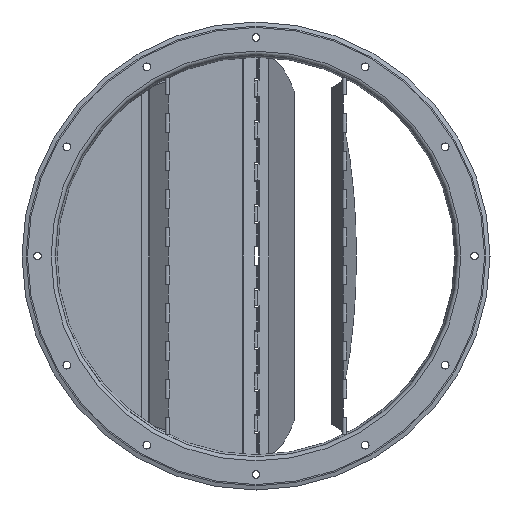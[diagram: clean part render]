
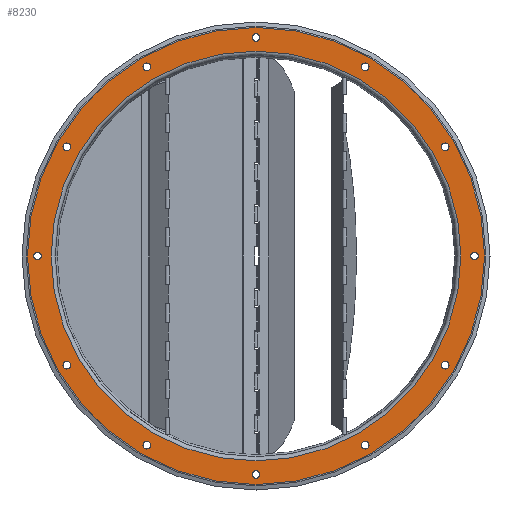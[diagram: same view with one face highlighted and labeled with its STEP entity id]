
A CAD part, front view. The second image highlights one B-rep face of the part: STEP entity #8230.
In plain terms, the highlighted planar face has unit normal (0, -1, 0).
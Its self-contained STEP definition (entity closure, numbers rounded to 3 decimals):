
#27 = CARTESIAN_POINT ( 'NONE',  ( 0., -2.736, -30.5 ) ) ;
#38 = EDGE_CURVE ( 'NONE', #5982, #5982, #7441, .T. ) ;
#60 = EDGE_CURVE ( 'NONE', #3882, #3882, #8140, .T. ) ;
#122 = VERTEX_POINT ( 'NONE', #1761 ) ;
#311 = CARTESIAN_POINT ( 'NONE',  ( -339., -2.736, -369.5 ) ) ;
#345 = DIRECTION ( 'NONE',  ( 0., 0., -1. ) ) ;
#415 = FACE_BOUND ( 'NONE', #1432, .T. ) ;
#495 = DIRECTION ( 'NONE',  ( 0., 1., 0. ) ) ;
#553 = DIRECTION ( 'NONE',  ( 0., 1., 0. ) ) ;
#576 = CARTESIAN_POINT ( 'NONE',  ( 298.779, -2.736, -197. ) ) ;
#793 = VERTEX_POINT ( 'NONE', #10787 ) ;
#805 = EDGE_CURVE ( 'NONE', #6824, #6824, #11479, .T. ) ;
#812 = CARTESIAN_POINT ( 'NONE',  ( -293.583, -2.736, -539. ) ) ;
#849 = CARTESIAN_POINT ( 'NONE',  ( -298.779, -2.736, -542. ) ) ;
#871 = AXIS2_PLACEMENT_3D ( 'NONE', #2002, #7194, #4523 ) ;
#1102 = DIRECTION ( 'NONE',  ( 0.866, 0., -0.5 ) ) ;
#1357 = VERTEX_POINT ( 'NONE', #311 ) ;
#1394 = DIRECTION ( 'NONE',  ( -0.866, 0., -0.5 ) ) ;
#1417 = EDGE_CURVE ( 'NONE', #8522, #8522, #3359, .T. ) ;
#1432 = EDGE_LOOP ( 'NONE', ( #6950 ) ) ;
#1549 = CIRCLE ( 'NONE', #5140, 360.924 ) ;
#1578 = ORIENTED_EDGE ( 'NONE', *, *, #6995, .T. ) ;
#1619 = CARTESIAN_POINT ( 'NONE',  ( 293.583, -2.736, -539. ) ) ;
#1761 = CARTESIAN_POINT ( 'NONE',  ( 0., -2.736, -708.5 ) ) ;
#1907 = EDGE_LOOP ( 'NONE', ( #2230 ) ) ;
#1919 = CARTESIAN_POINT ( 'NONE',  ( 0., -2.736, -24.5 ) ) ;
#2002 = CARTESIAN_POINT ( 'NONE',  ( 345., -2.736, -369.5 ) ) ;
#2054 = AXIS2_PLACEMENT_3D ( 'NONE', #2164, #7510, #345 ) ;
#2164 = CARTESIAN_POINT ( 'NONE',  ( 0., -2.736, -369.5 ) ) ;
#2230 = ORIENTED_EDGE ( 'NONE', *, *, #8371, .T. ) ;
#2237 = DIRECTION ( 'NONE',  ( 0., 1., 0. ) ) ;
#2282 = ORIENTED_EDGE ( 'NONE', *, *, #4979, .T. ) ;
#2515 = CARTESIAN_POINT ( 'NONE',  ( -293.583, -2.736, -200. ) ) ;
#2616 = FACE_BOUND ( 'NONE', #3947, .T. ) ;
#2658 = DIRECTION ( 'NONE',  ( 0., 1., 0. ) ) ;
#2693 = AXIS2_PLACEMENT_3D ( 'NONE', #5866, #2237, #11055 ) ;
#2706 = CARTESIAN_POINT ( 'NONE',  ( 339., -2.736, -369.5 ) ) ;
#2784 = DIRECTION ( 'NONE',  ( 0., 1., 0. ) ) ;
#2820 = CARTESIAN_POINT ( 'NONE',  ( 0., -2.736, -730.424 ) ) ;
#2866 = VERTEX_POINT ( 'NONE', #2706 ) ;
#2902 = FACE_BOUND ( 'NONE', #5455, .T. ) ;
#2974 = CARTESIAN_POINT ( 'NONE',  ( 0., -2.736, -8.576 ) ) ;
#3038 = CIRCLE ( 'NONE', #4434, 6. ) ;
#3096 = DIRECTION ( 'NONE',  ( 0., 1., 0. ) ) ;
#3198 = ORIENTED_EDGE ( 'NONE', *, *, #11418, .T. ) ;
#3331 = FACE_BOUND ( 'NONE', #9986, .T. ) ;
#3359 = CIRCLE ( 'NONE', #9633, 6. ) ;
#3628 = DIRECTION ( 'NONE',  ( 0.5, 0., -0.866 ) ) ;
#3882 = VERTEX_POINT ( 'NONE', #6175 ) ;
#3932 = DIRECTION ( 'NONE',  ( -0.866, 0., 0.5 ) ) ;
#3947 = EDGE_LOOP ( 'NONE', ( #4810 ) ) ;
#4020 = EDGE_LOOP ( 'NONE', ( #1578 ) ) ;
#4039 = CIRCLE ( 'NONE', #5876, 6. ) ;
#4434 = AXIS2_PLACEMENT_3D ( 'NONE', #576, #495, #1394 ) ;
#4444 = DIRECTION ( 'NONE',  ( 0., 1., 0. ) ) ;
#4456 = CARTESIAN_POINT ( 'NONE',  ( 293.583, -2.736, -200. ) ) ;
#4488 = CARTESIAN_POINT ( 'NONE',  ( 169.5, -2.736, -75.917 ) ) ;
#4523 = DIRECTION ( 'NONE',  ( -1., 0., 0. ) ) ;
#4603 = AXIS2_PLACEMENT_3D ( 'NONE', #9954, #9254, #3932 ) ;
#4739 = ORIENTED_EDGE ( 'NONE', *, *, #6437, .T. ) ;
#4767 = ORIENTED_EDGE ( 'NONE', *, *, #8120, .T. ) ;
#4810 = ORIENTED_EDGE ( 'NONE', *, *, #6159, .T. ) ;
#4844 = DIRECTION ( 'NONE',  ( 0., 0., -1. ) ) ;
#4859 = FACE_BOUND ( 'NONE', #10427, .T. ) ;
#4926 = DIRECTION ( 'NONE',  ( 0., -1., 0. ) ) ;
#4979 = EDGE_CURVE ( 'NONE', #5124, #5124, #5935, .T. ) ;
#5124 = VERTEX_POINT ( 'NONE', #27 ) ;
#5140 = AXIS2_PLACEMENT_3D ( 'NONE', #8424, #4926, #4844 ) ;
#5227 = VERTEX_POINT ( 'NONE', #8884 ) ;
#5256 = FACE_BOUND ( 'NONE', #9268, .T. ) ;
#5455 = EDGE_LOOP ( 'NONE', ( #10378 ) ) ;
#5534 = CIRCLE ( 'NONE', #9453, 6. ) ;
#5556 = CIRCLE ( 'NONE', #7644, 6. ) ;
#5614 = AXIS2_PLACEMENT_3D ( 'NONE', #7728, #7764, #6896 ) ;
#5866 = CARTESIAN_POINT ( 'NONE',  ( 0., -2.736, -714.5 ) ) ;
#5876 = AXIS2_PLACEMENT_3D ( 'NONE', #7959, #6151, #10719 ) ;
#5935 = CIRCLE ( 'NONE', #9369, 6. ) ;
#5982 = VERTEX_POINT ( 'NONE', #812 ) ;
#6025 = ORIENTED_EDGE ( 'NONE', *, *, #10287, .T. ) ;
#6151 = DIRECTION ( 'NONE',  ( 0., 1., 0. ) ) ;
#6159 = EDGE_CURVE ( 'NONE', #8082, #8082, #5534, .T. ) ;
#6175 = CARTESIAN_POINT ( 'NONE',  ( -169.5, -2.736, -663.083 ) ) ;
#6289 = CARTESIAN_POINT ( 'NONE',  ( -172.5, -2.736, -70.721 ) ) ;
#6315 = DIRECTION ( 'NONE',  ( 0., 1., 0. ) ) ;
#6400 = FACE_BOUND ( 'NONE', #4020, .T. ) ;
#6437 = EDGE_CURVE ( 'NONE', #122, #122, #6585, .T. ) ;
#6499 = DIRECTION ( 'NONE',  ( 0., 0., 1. ) ) ;
#6585 = CIRCLE ( 'NONE', #2693, 6. ) ;
#6821 = DIRECTION ( 'NONE',  ( 1., 0., 0. ) ) ;
#6824 = VERTEX_POINT ( 'NONE', #1619 ) ;
#6887 = ORIENTED_EDGE ( 'NONE', *, *, #805, .T. ) ;
#6896 = DIRECTION ( 'NONE',  ( -0.5, 0., 0.866 ) ) ;
#6950 = ORIENTED_EDGE ( 'NONE', *, *, #7768, .T. ) ;
#6995 = EDGE_CURVE ( 'NONE', #5227, #5227, #8809, .T. ) ;
#6996 = DIRECTION ( 'NONE',  ( 0.5, 0., 0.866 ) ) ;
#7055 = VERTEX_POINT ( 'NONE', #2820 ) ;
#7194 = DIRECTION ( 'NONE',  ( 0., 1., 0. ) ) ;
#7274 = ORIENTED_EDGE ( 'NONE', *, *, #8150, .F. ) ;
#7357 = EDGE_LOOP ( 'NONE', ( #3198 ) ) ;
#7381 = FACE_BOUND ( 'NONE', #7357, .T. ) ;
#7441 = CIRCLE ( 'NONE', #7788, 6. ) ;
#7510 = DIRECTION ( 'NONE',  ( 0., -1., 0. ) ) ;
#7644 = AXIS2_PLACEMENT_3D ( 'NONE', #9557, #553, #6821 ) ;
#7728 = CARTESIAN_POINT ( 'NONE',  ( 172.5, -2.736, -668.279 ) ) ;
#7764 = DIRECTION ( 'NONE',  ( 0., 1., 0. ) ) ;
#7768 = EDGE_CURVE ( 'NONE', #10146, #10146, #4039, .T. ) ;
#7788 = AXIS2_PLACEMENT_3D ( 'NONE', #849, #2658, #8022 ) ;
#7959 = CARTESIAN_POINT ( 'NONE',  ( 172.5, -2.736, -70.721 ) ) ;
#8022 = DIRECTION ( 'NONE',  ( 0.866, 0., 0.5 ) ) ;
#8025 = EDGE_LOOP ( 'NONE', ( #10969 ) ) ;
#8082 = VERTEX_POINT ( 'NONE', #8958 ) ;
#8098 = ORIENTED_EDGE ( 'NONE', *, *, #60, .T. ) ;
#8120 = EDGE_CURVE ( 'NONE', #2866, #2866, #8223, .T. ) ;
#8135 = EDGE_LOOP ( 'NONE', ( #4767 ) ) ;
#8140 = CIRCLE ( 'NONE', #8396, 6. ) ;
#8150 = EDGE_CURVE ( 'NONE', #793, #793, #11156, .T. ) ;
#8223 = CIRCLE ( 'NONE', #871, 6. ) ;
#8230 = ADVANCED_FACE ( 'NONE', ( #5256, #2902, #7381, #10871, #2616, #3331, #415, #9348, #9617, #10726, #6400, #4859, #10190, #8375 ), #9191, .F. ) ;
#8371 = EDGE_CURVE ( 'NONE', #10005, #10005, #3038, .T. ) ;
#8375 = FACE_OUTER_BOUND ( 'NONE', #8530, .T. ) ;
#8396 = AXIS2_PLACEMENT_3D ( 'NONE', #11559, #10631, #6996 ) ;
#8424 = CARTESIAN_POINT ( 'NONE',  ( 0., -2.736, -369.5 ) ) ;
#8522 = VERTEX_POINT ( 'NONE', #2515 ) ;
#8530 = EDGE_LOOP ( 'NONE', ( #6025 ) ) ;
#8574 = EDGE_LOOP ( 'NONE', ( #7274 ) ) ;
#8809 = CIRCLE ( 'NONE', #5614, 6. ) ;
#8884 = CARTESIAN_POINT ( 'NONE',  ( 169.5, -2.736, -663.083 ) ) ;
#8958 = CARTESIAN_POINT ( 'NONE',  ( -169.5, -2.736, -75.917 ) ) ;
#9057 = CARTESIAN_POINT ( 'NONE',  ( -298.779, -2.736, -197. ) ) ;
#9153 = DIRECTION ( 'NONE',  ( 0., 0., -1. ) ) ;
#9191 = PLANE ( 'NONE',  #9471 ) ;
#9254 = DIRECTION ( 'NONE',  ( 0., 1., 0. ) ) ;
#9268 = EDGE_LOOP ( 'NONE', ( #8098 ) ) ;
#9348 = FACE_BOUND ( 'NONE', #1907, .T. ) ;
#9369 = AXIS2_PLACEMENT_3D ( 'NONE', #1919, #2784, #9153 ) ;
#9453 = AXIS2_PLACEMENT_3D ( 'NONE', #6289, #4444, #3628 ) ;
#9471 = AXIS2_PLACEMENT_3D ( 'NONE', #2974, #3096, #6499 ) ;
#9557 = CARTESIAN_POINT ( 'NONE',  ( -345., -2.736, -369.5 ) ) ;
#9617 = FACE_BOUND ( 'NONE', #8135, .T. ) ;
#9633 = AXIS2_PLACEMENT_3D ( 'NONE', #9057, #6315, #1102 ) ;
#9795 = EDGE_LOOP ( 'NONE', ( #6887 ) ) ;
#9954 = CARTESIAN_POINT ( 'NONE',  ( 298.779, -2.736, -542. ) ) ;
#9986 = EDGE_LOOP ( 'NONE', ( #2282 ) ) ;
#10005 = VERTEX_POINT ( 'NONE', #4456 ) ;
#10146 = VERTEX_POINT ( 'NONE', #4488 ) ;
#10190 = FACE_BOUND ( 'NONE', #8574, .T. ) ;
#10287 = EDGE_CURVE ( 'NONE', #7055, #7055, #1549, .T. ) ;
#10378 = ORIENTED_EDGE ( 'NONE', *, *, #38, .T. ) ;
#10427 = EDGE_LOOP ( 'NONE', ( #4739 ) ) ;
#10631 = DIRECTION ( 'NONE',  ( 0., 1., 0. ) ) ;
#10719 = DIRECTION ( 'NONE',  ( -0.5, 0., -0.866 ) ) ;
#10726 = FACE_BOUND ( 'NONE', #9795, .T. ) ;
#10787 = CARTESIAN_POINT ( 'NONE',  ( 0., -2.736, -693. ) ) ;
#10871 = FACE_BOUND ( 'NONE', #8025, .T. ) ;
#10969 = ORIENTED_EDGE ( 'NONE', *, *, #1417, .T. ) ;
#11055 = DIRECTION ( 'NONE',  ( 0., 0., 1. ) ) ;
#11156 = CIRCLE ( 'NONE', #2054, 323.5 ) ;
#11418 = EDGE_CURVE ( 'NONE', #1357, #1357, #5556, .T. ) ;
#11479 = CIRCLE ( 'NONE', #4603, 6. ) ;
#11559 = CARTESIAN_POINT ( 'NONE',  ( -172.5, -2.736, -668.279 ) ) ;
